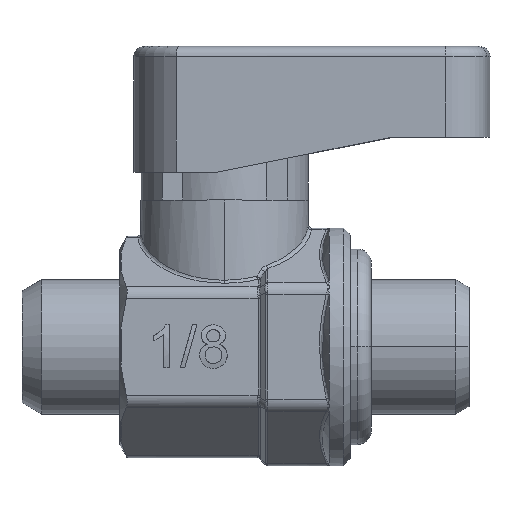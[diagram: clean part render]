
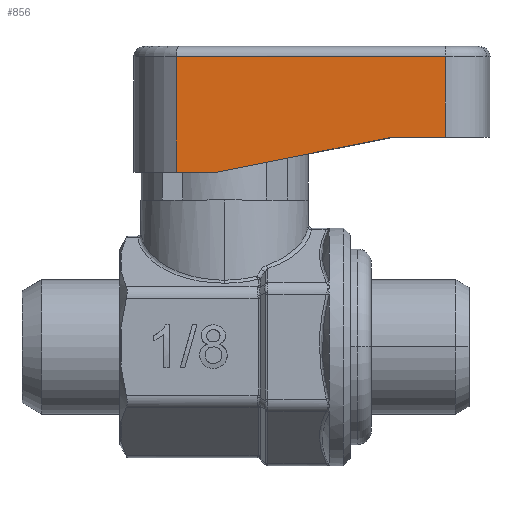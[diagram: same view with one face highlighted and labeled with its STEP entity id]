
A CAD part, top view. The second image highlights one B-rep face of the part: STEP entity #856.
In plain terms, the highlighted planar face has unit normal (0, 0, 1).
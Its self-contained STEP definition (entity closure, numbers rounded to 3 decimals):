
#42 = EDGE_CURVE ( 'NONE', #22399, #26412, #11106, .T. ) ;
#43 = EDGE_CURVE ( 'NONE', #26412, #10649, #11105, .T. ) ;
#163 = EDGE_CURVE ( 'NONE', #10649, #9653, #11272, .T. ) ;
#165 = EDGE_CURVE ( 'NONE', #9653, #10648, #11275, .T. ) ;
#166 = EDGE_CURVE ( 'NONE', #8777, #10648, #11276, .T. ) ;
#167 = EDGE_CURVE ( 'NONE', #8777, #22399, #11278, .T. ) ;
#856 = ADVANCED_FACE ( 'NONE', ( #11496 ), #4597, .T. ) ;
#2608 = CARTESIAN_POINT ( 'NONE',  ( 17.18, 15., 5.5 ) ) ;
#3505 = EDGE_LOOP ( 'NONE', ( #11676, #11677, #11678, #11679, #11680, #11681 ) ) ;
#4595 = CARTESIAN_POINT ( 'NONE',  ( 1.716, 12.5, 5.5 ) ) ;
#4597 = PLANE ( 'NONE',  #25522 ) ;
#4599 = DIRECTION ( 'NONE',  ( 0., 0., 1. ) ) ;
#4600 = DIRECTION ( 'NONE',  ( 1., 0., 0. ) ) ;
#6965 = CARTESIAN_POINT ( 'NONE',  ( 4.68, 12.5, 5.5 ) ) ;
#8777 = VERTEX_POINT ( 'NONE', #18793 ) ;
#9653 = VERTEX_POINT ( 'NONE', #18794 ) ;
#10648 = VERTEX_POINT ( 'NONE', #12220 ) ;
#10649 = VERTEX_POINT ( 'NONE', #12223 ) ;
#11105 = LINE ( 'NONE', #11859, #11110 ) ;
#11106 = LINE ( 'NONE', #11888, #11108 ) ;
#11108 = VECTOR ( 'NONE', #11857, 1000. ) ;
#11110 = VECTOR ( 'NONE', #11856, 1000. ) ;
#11272 = LINE ( 'NONE', #24244, #11274 ) ;
#11274 = VECTOR ( 'NONE', #24245, 1000. ) ;
#11275 = LINE ( 'NONE', #24249, #11277 ) ;
#11276 = LINE ( 'NONE', #24259, #11279 ) ;
#11277 = VECTOR ( 'NONE', #24250, 1000. ) ;
#11278 = LINE ( 'NONE', #24261, #11281 ) ;
#11279 = VECTOR ( 'NONE', #24260, 1000. ) ;
#11281 = VECTOR ( 'NONE', #24262, 1000. ) ;
#11496 = FACE_OUTER_BOUND ( 'NONE', #3505, .T. ) ;
#11676 = ORIENTED_EDGE ( 'NONE', *, *, #163, .T. ) ;
#11677 = ORIENTED_EDGE ( 'NONE', *, *, #165, .T. ) ;
#11678 = ORIENTED_EDGE ( 'NONE', *, *, #166, .F. ) ;
#11679 = ORIENTED_EDGE ( 'NONE', *, *, #167, .T. ) ;
#11680 = ORIENTED_EDGE ( 'NONE', *, *, #42, .T. ) ;
#11681 = ORIENTED_EDGE ( 'NONE', *, *, #43, .T. ) ;
#11856 = DIRECTION ( 'NONE',  ( 1., 0., 0. ) ) ;
#11857 = DIRECTION ( 'NONE',  ( 0.981, 0.196, 0. ) ) ;
#11859 = CARTESIAN_POINT ( 'NONE',  ( 24.18, 15., 5.5 ) ) ;
#11888 = CARTESIAN_POINT ( 'NONE',  ( 17.18, 15., 5.5 ) ) ;
#12220 = CARTESIAN_POINT ( 'NONE',  ( 1.716, 20.75, 5.5 ) ) ;
#12223 = CARTESIAN_POINT ( 'NONE',  ( 20.984, 15., 5.5 ) ) ;
#18793 = CARTESIAN_POINT ( 'NONE',  ( 1.716, 12.5, 5.5 ) ) ;
#18794 = CARTESIAN_POINT ( 'NONE',  ( 20.984, 20.75, 5.5 ) ) ;
#22399 = VERTEX_POINT ( 'NONE', #6965 ) ;
#24244 = CARTESIAN_POINT ( 'NONE',  ( 20.984, 12.5, 5.5 ) ) ;
#24245 = DIRECTION ( 'NONE',  ( 0., 1., 0. ) ) ;
#24249 = CARTESIAN_POINT ( 'NONE',  ( 1.716, 20.75, 5.5 ) ) ;
#24250 = DIRECTION ( 'NONE',  ( -1., 0., 0. ) ) ;
#24259 = CARTESIAN_POINT ( 'NONE',  ( 1.716, 12.5, 5.5 ) ) ;
#24260 = DIRECTION ( 'NONE',  ( 0., 1., 0. ) ) ;
#24261 = CARTESIAN_POINT ( 'NONE',  ( 1.716, 12.5, 5.5 ) ) ;
#24262 = DIRECTION ( 'NONE',  ( 1., 0., 0. ) ) ;
#25522 = AXIS2_PLACEMENT_3D ( 'NONE', #4595, #4599, #4600 ) ;
#26412 = VERTEX_POINT ( 'NONE', #2608 ) ;
